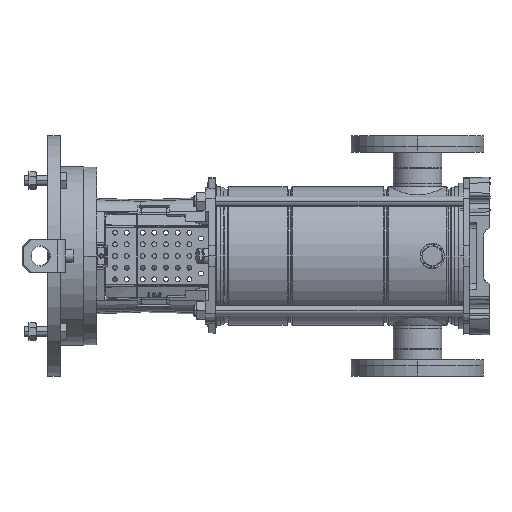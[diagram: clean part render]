
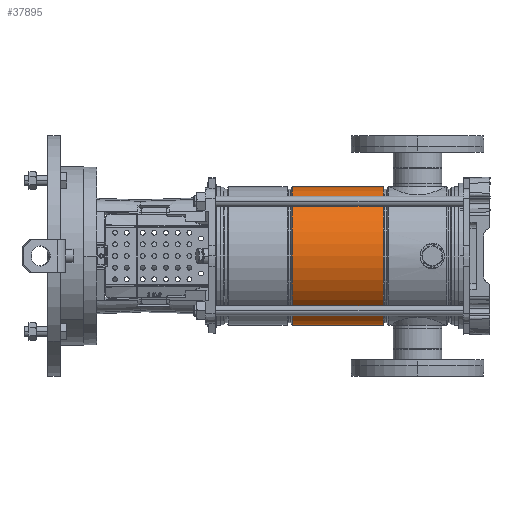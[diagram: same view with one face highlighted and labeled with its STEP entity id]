
A CAD part, left-side view. The second image highlights one B-rep face of the part: STEP entity #37895.
In plain terms, the highlighted cylindrical face has radius 85.9 mm (diameter 171.8 mm), a partial arc.
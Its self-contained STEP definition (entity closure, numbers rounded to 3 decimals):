
#53 = CARTESIAN_POINT ( 'NONE',  ( -85.9, 0., 207.103 ) ) ;
#2114 = VECTOR ( 'NONE', #20477, 1000. ) ;
#4104 = CARTESIAN_POINT ( 'NONE',  ( 0., 0., 0. ) ) ;
#4296 = VERTEX_POINT ( 'NONE', #39768 ) ;
#5518 = ORIENTED_EDGE ( 'NONE', *, *, #17504, .T. ) ;
#6238 = DIRECTION ( 'NONE',  ( -1., 0., 0. ) ) ;
#7400 = VERTEX_POINT ( 'NONE', #19088 ) ;
#8942 = CARTESIAN_POINT ( 'NONE',  ( -85.9, 0., 0. ) ) ;
#9030 = ORIENTED_EDGE ( 'NONE', *, *, #40709, .F. ) ;
#9497 = VERTEX_POINT ( 'NONE', #56489 ) ;
#12643 = FACE_OUTER_BOUND ( 'NONE', #33291, .T. ) ;
#13816 = DIRECTION ( 'NONE',  ( 0., 0., -1. ) ) ;
#14720 = DIRECTION ( 'NONE',  ( 0., 0., -1. ) ) ;
#15809 = CIRCLE ( 'NONE', #38145, 85.9 ) ;
#17504 = EDGE_CURVE ( 'NONE', #36755, #4296, #32640, .T. ) ;
#19088 = CARTESIAN_POINT ( 'NONE',  ( 85.9, 0., 93.897 ) ) ;
#19884 = LINE ( 'NONE', #38392, #2114 ) ;
#20250 = DIRECTION ( 'NONE',  ( 0., 0., -1. ) ) ;
#20477 = DIRECTION ( 'NONE',  ( 0., 0., -1. ) ) ;
#23721 = CIRCLE ( 'NONE', #46908, 85.9 ) ;
#23962 = DIRECTION ( 'NONE',  ( 0., 0., -1. ) ) ;
#31469 = CYLINDRICAL_SURFACE ( 'NONE', #48303, 85.9 ) ;
#32640 = LINE ( 'NONE', #8942, #43815 ) ;
#33229 = ORIENTED_EDGE ( 'NONE', *, *, #47898, .T. ) ;
#33291 = EDGE_LOOP ( 'NONE', ( #9030, #33229, #5518, #41347 ) ) ;
#34499 = CARTESIAN_POINT ( 'NONE',  ( 0., 0., 93.897 ) ) ;
#36755 = VERTEX_POINT ( 'NONE', #53 ) ;
#37895 = ADVANCED_FACE ( 'NONE', ( #12643 ), #31469, .T. ) ;
#38145 = AXIS2_PLACEMENT_3D ( 'NONE', #55498, #23962, #56103 ) ;
#38392 = CARTESIAN_POINT ( 'NONE',  ( 85.9, 0., 0. ) ) ;
#39768 = CARTESIAN_POINT ( 'NONE',  ( -85.9, 0., 93.897 ) ) ;
#40709 = EDGE_CURVE ( 'NONE', #9497, #7400, #19884, .T. ) ;
#41347 = ORIENTED_EDGE ( 'NONE', *, *, #57701, .F. ) ;
#43815 = VECTOR ( 'NONE', #14720, 1000. ) ;
#46908 = AXIS2_PLACEMENT_3D ( 'NONE', #34499, #20250, #6238 ) ;
#47898 = EDGE_CURVE ( 'NONE', #9497, #36755, #15809, .T. ) ;
#48303 = AXIS2_PLACEMENT_3D ( 'NONE', #4104, #13816, #59642 ) ;
#55498 = CARTESIAN_POINT ( 'NONE',  ( 0., 0., 207.103 ) ) ;
#56103 = DIRECTION ( 'NONE',  ( -1., 0., 0. ) ) ;
#56489 = CARTESIAN_POINT ( 'NONE',  ( 85.9, 0., 207.103 ) ) ;
#57701 = EDGE_CURVE ( 'NONE', #7400, #4296, #23721, .T. ) ;
#59642 = DIRECTION ( 'NONE',  ( -1., 0., 0. ) ) ;
